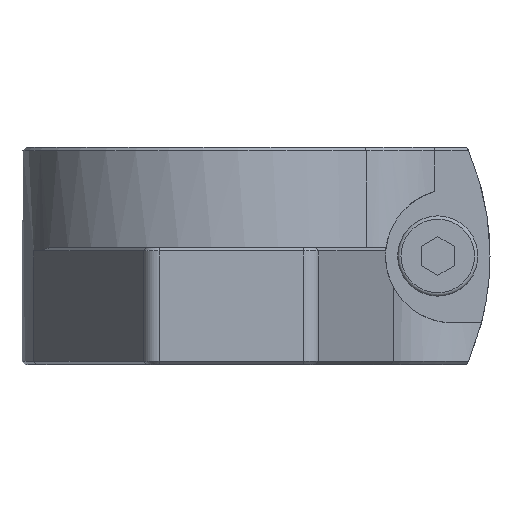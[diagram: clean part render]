
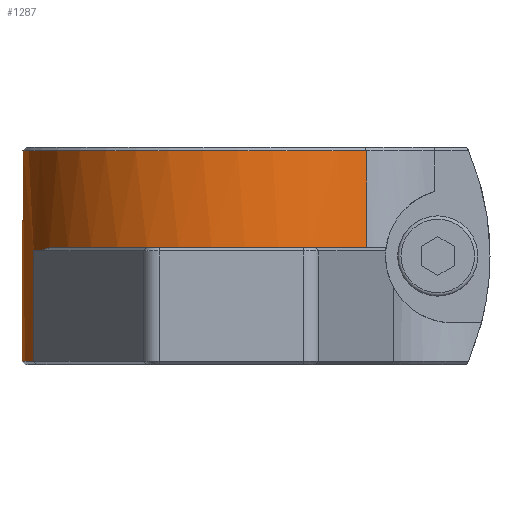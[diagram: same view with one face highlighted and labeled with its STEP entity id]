
A CAD part, left-side view. The second image highlights one B-rep face of the part: STEP entity #1287.
In plain terms, the highlighted cylindrical face has radius 12.5 mm (diameter 25 mm), a partial arc.
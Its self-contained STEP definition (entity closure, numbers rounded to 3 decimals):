
#21=ELLIPSE('',#1450,17.678,12.5);
#22=ELLIPSE('',#1452,17.678,12.5);
#81=CYLINDRICAL_SURFACE('',#1448,12.5);
#118=LINE('',#2034,#220);
#158=LINE('',#2231,#260);
#160=LINE('',#2237,#262);
#161=LINE('',#2240,#263);
#220=VECTOR('',#1617,1000.);
#260=VECTOR('',#1761,1000.);
#262=VECTOR('',#1767,1000.);
#263=VECTOR('',#1770,1000.);
#488=ORIENTED_EDGE('',*,*,#795,.T.);
#489=ORIENTED_EDGE('',*,*,#797,.T.);
#490=ORIENTED_EDGE('',*,*,#798,.F.);
#491=ORIENTED_EDGE('',*,*,#799,.F.);
#492=ORIENTED_EDGE('',*,*,#758,.F.);
#493=ORIENTED_EDGE('',*,*,#800,.F.);
#494=ORIENTED_EDGE('',*,*,#801,.T.);
#495=ORIENTED_EDGE('',*,*,#712,.T.);
#496=ORIENTED_EDGE('',*,*,#711,.F.);
#497=ORIENTED_EDGE('',*,*,#802,.F.);
#711=EDGE_CURVE('',#884,#879,#977,.F.);
#712=EDGE_CURVE('',#885,#879,#118,.T.);
#758=EDGE_CURVE('',#921,#922,#996,.F.);
#795=EDGE_CURVE('',#949,#948,#158,.T.);
#797=EDGE_CURVE('',#948,#950,#1010,.T.);
#798=EDGE_CURVE('',#951,#950,#160,.T.);
#799=EDGE_CURVE('',#922,#951,#21,.F.);
#800=EDGE_CURVE('',#952,#921,#161,.T.);
#801=EDGE_CURVE('',#952,#885,#1011,.F.);
#802=EDGE_CURVE('',#949,#884,#22,.F.);
#879=VERTEX_POINT('',#2020);
#884=VERTEX_POINT('',#2031);
#885=VERTEX_POINT('',#2035);
#921=VERTEX_POINT('',#2152);
#922=VERTEX_POINT('',#2154);
#948=VERTEX_POINT('',#2230);
#949=VERTEX_POINT('',#2232);
#950=VERTEX_POINT('',#2236);
#951=VERTEX_POINT('',#2238);
#952=VERTEX_POINT('',#2241);
#977=CIRCLE('',#1394,12.5);
#996=CIRCLE('',#1423,12.5);
#1010=CIRCLE('',#1449,12.5);
#1011=CIRCLE('',#1451,12.5);
#1070=EDGE_LOOP('',(#488,#489,#490,#491,#492,#493,#494,#495,#496,#497));
#1166=FACE_BOUND('',#1070,.T.);
#1287=ADVANCED_FACE('',(#1166),#81,.T.);
#1394=AXIS2_PLACEMENT_3D('',#2032,#1613,#1614);
#1423=AXIS2_PLACEMENT_3D('',#2153,#1690,#1691);
#1448=AXIS2_PLACEMENT_3D('',#2234,#1763,#1764);
#1449=AXIS2_PLACEMENT_3D('',#2235,#1765,#1766);
#1450=AXIS2_PLACEMENT_3D('',#2239,#1768,#1769);
#1451=AXIS2_PLACEMENT_3D('',#2242,#1771,#1772);
#1452=AXIS2_PLACEMENT_3D('',#2243,#1773,#1774);
#1613=DIRECTION('',(0.,0.,1.));
#1614=DIRECTION('',(1.,0.,0.));
#1617=DIRECTION('',(0.,0.,-1.));
#1690=DIRECTION('',(0.,0.,1.));
#1691=DIRECTION('',(1.,0.,0.));
#1761=DIRECTION('',(0.,0.,-1.));
#1763=DIRECTION('',(0.,0.,-1.));
#1764=DIRECTION('',(-1.,0.,0.));
#1765=DIRECTION('',(0.,0.,1.));
#1766=DIRECTION('',(1.,0.,0.));
#1767=DIRECTION('',(0.,0.,-1.));
#1768=DIRECTION('',(-0.234,0.667,0.707));
#1769=DIRECTION('',(-0.234,0.667,-0.707));
#1770=DIRECTION('',(0.,0.,-1.));
#1771=DIRECTION('',(0.,0.,1.));
#1772=DIRECTION('',(1.,0.,0.));
#1773=DIRECTION('',(0.234,0.667,0.707));
#1774=DIRECTION('',(0.234,0.667,-0.707));
#2020=CARTESIAN_POINT('',(9.5,-8.124,7.));
#2031=CARTESIAN_POINT('',(6.175,10.868,7.));
#2032=CARTESIAN_POINT('',(0.,0.,7.));
#2034=CARTESIAN_POINT('',(9.5,-8.124,13.));
#2035=CARTESIAN_POINT('',(9.5,-8.124,12.8));
#2152=CARTESIAN_POINT('',(-9.5,-8.124,7.));
#2153=CARTESIAN_POINT('',(0.,0.,7.));
#2154=CARTESIAN_POINT('',(-6.175,10.868,7.));
#2230=CARTESIAN_POINT('',(4.139,11.795,0.2));
#2231=CARTESIAN_POINT('',(4.139,11.795,7.));
#2232=CARTESIAN_POINT('',(4.139,11.795,6.8));
#2234=CARTESIAN_POINT('',(0.,0.,7.));
#2235=CARTESIAN_POINT('',(0.,0.,0.2));
#2236=CARTESIAN_POINT('',(-4.139,11.795,0.2));
#2237=CARTESIAN_POINT('',(-4.139,11.795,7.));
#2238=CARTESIAN_POINT('',(-4.139,11.795,6.8));
#2239=CARTESIAN_POINT('',(0.,0.,19.3));
#2240=CARTESIAN_POINT('',(-9.5,-8.124,13.));
#2241=CARTESIAN_POINT('',(-9.5,-8.124,12.8));
#2242=CARTESIAN_POINT('',(0.,0.,12.8));
#2243=CARTESIAN_POINT('',(0.,0.,19.3));
